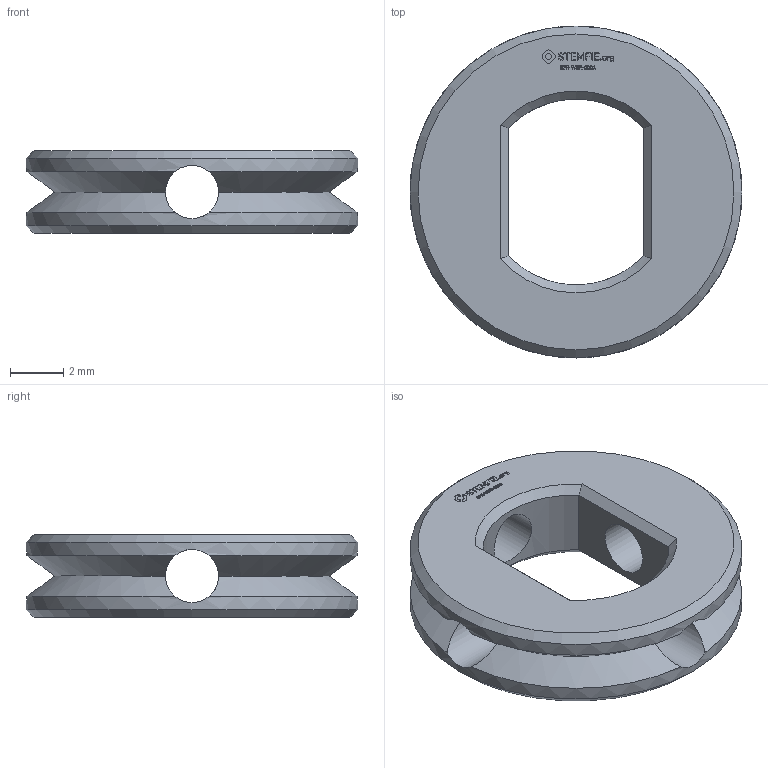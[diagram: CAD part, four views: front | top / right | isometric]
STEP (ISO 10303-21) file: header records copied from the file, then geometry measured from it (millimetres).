
FILE_DESCRIPTION(('FreeCAD Model'),'2;1');
FILE_NAME('Open CASCADE Shape Model','2023-11-13T18:06:31',(''),(''), 'Open CASCADE STEP processor 7.6','FreeCAD','Unknown');
FILE_SCHEMA(('AUTOMOTIVE_DESIGN { 1 0 10303 214 1 1 1 1 }'));
Length unit declared in the file: millimetre
Products named in the file (1): Washer FXD OCT BU01.00x00.25 - SPN-WSR-0001 (stemfie.org)
Bounding box: 12.5 x 12.5 x 3.12 mm (x, y, z)
Volume: 214.3 mm3; surface area: 421.6 mm2
Topology: 1 solids, 1 shells, 502 faces, 1402 edges, 930 vertices
Faces by surface type: plane 314, extrusion 166, cone 14, cylinder 8
Full cylindrical faces by diameter (mm): 2 x4, 12.5 x2
Entity records: 35885 total; most frequent: CARTESIAN_POINT 8983, DIRECTION 4323, VECTOR 3566, LINE 3400, ORIENTED_EDGE 2804, PCURVE 2804, DEFINITIONAL_REPRESENTATION 2804, EDGE_CURVE 1402
